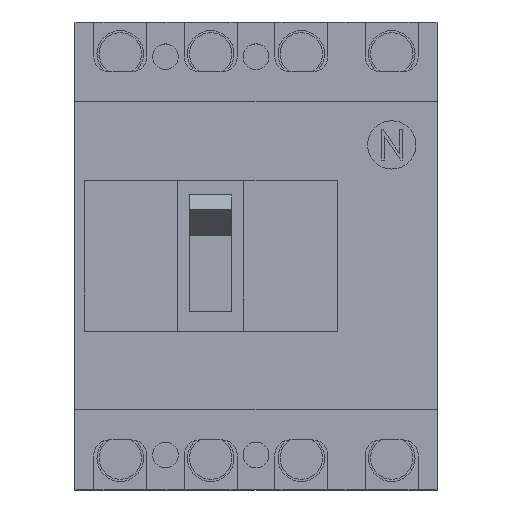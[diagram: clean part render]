
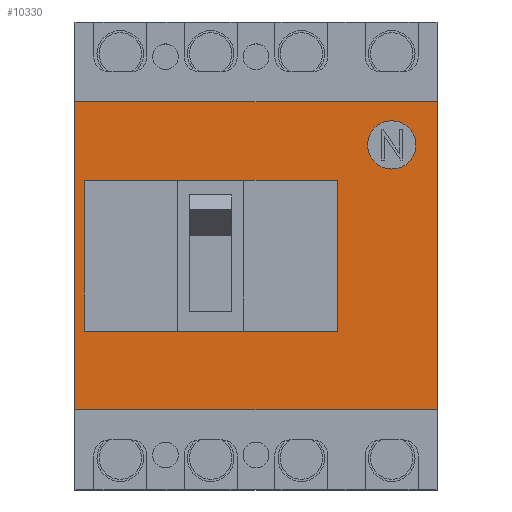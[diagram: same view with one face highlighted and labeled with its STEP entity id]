
A CAD part, top view. The second image highlights one B-rep face of the part: STEP entity #10330.
In plain terms, the highlighted planar face has unit normal (0, 0, 1).
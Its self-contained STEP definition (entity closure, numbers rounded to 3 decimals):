
#280=CARTESIAN_POINT('',(120.,26.5,-8.));
#290=VERTEX_POINT('',#280);
#320=CARTESIAN_POINT('',(120.,128.5,-8.));
#330=DIRECTION('',(0.,-1.,0.));
#340=VECTOR('',#330,1.);
#350=LINE('',#320,#340);
#360=CARTESIAN_POINT('',(120.,128.5,-8.));
#370=VERTEX_POINT('',#360);
#380=EDGE_CURVE('',#370,#290,#350,.T.);
#1080=CARTESIAN_POINT('',(0.,128.5,-8.));
#1090=VERTEX_POINT('',#1080);
#1120=CARTESIAN_POINT('',(0.,0.,-8.));
#1130=DIRECTION('',(0.,-1.,0.));
#1140=VECTOR('',#1130,1.);
#1150=LINE('',#1120,#1140);
#1160=CARTESIAN_POINT('',(0.,26.5,-8.));
#1170=VERTEX_POINT('',#1160);
#1180=EDGE_CURVE('',#1090,#1170,#1150,.T.);
#9570=CARTESIAN_POINT('',(0.,128.5,-8.));
#9580=DIRECTION('',(-1.,0.,0.));
#9590=VECTOR('',#9580,1.);
#9600=LINE('',#9570,#9590);
#9610=EDGE_CURVE('',#370,#1090,#9600,.T.);
#9680=CARTESIAN_POINT('',(120.,26.5,-8.));
#9690=DIRECTION('',(-0.,-0.,-1.));
#9700=DIRECTION('',(0.,-1.,0.));
#9710=AXIS2_PLACEMENT_3D('',#9680,#9690,#9700);
#9720=PLANE('',#9710);
#9730=ORIENTED_EDGE('',*,*,#380,.F.);
#9740=CARTESIAN_POINT('',(0.,26.5,-8.));
#9750=DIRECTION('',(-1.,0.,0.));
#9760=VECTOR('',#9750,1.);
#9770=LINE('',#9740,#9760);
#9780=EDGE_CURVE('',#290,#1170,#9770,.T.);
#9790=ORIENTED_EDGE('',*,*,#9780,.F.);
#9800=ORIENTED_EDGE('',*,*,#1180,.T.);
#9810=ORIENTED_EDGE('',*,*,#9610,.T.);
#9820=EDGE_LOOP('',(#9810,#9800,#9790,#9730));
#9830=FACE_OUTER_BOUND('',#9820,.T.);
#9840=CARTESIAN_POINT('',(0.,102.5,-8.));
#9850=DIRECTION('',(1.,0.,0.));
#9860=VECTOR('',#9850,1.);
#9870=LINE('',#9840,#9860);
#9880=CARTESIAN_POINT('',(3.,102.5,-8.));
#9890=VERTEX_POINT('',#9880);
#9900=CARTESIAN_POINT('',(87.,102.5,-8.));
#9910=VERTEX_POINT('',#9900);
#9920=EDGE_CURVE('',#9890,#9910,#9870,.T.);
#9930=ORIENTED_EDGE('',*,*,#9920,.T.);
#9940=CARTESIAN_POINT('',(3.,0.,-8.));
#9950=DIRECTION('',(0.,1.,0.));
#9960=VECTOR('',#9950,1.);
#9970=LINE('',#9940,#9960);
#9980=CARTESIAN_POINT('',(3.,52.5,-8.));
#9990=VERTEX_POINT('',#9980);
#10000=EDGE_CURVE('',#9990,#9890,#9970,.T.);
#10010=ORIENTED_EDGE('',*,*,#10000,.T.);
#10020=CARTESIAN_POINT('',(0.,52.5,-8.));
#10030=DIRECTION('',(-1.,0.,0.));
#10040=VECTOR('',#10030,1.);
#10050=LINE('',#10020,#10040);
#10060=CARTESIAN_POINT('',(87.,52.5,-8.));
#10070=VERTEX_POINT('',#10060);
#10080=EDGE_CURVE('',#10070,#9990,#10050,.T.);
#10090=ORIENTED_EDGE('',*,*,#10080,.T.);
#10100=CARTESIAN_POINT('',(87.,0.,-8.));
#10110=DIRECTION('',(0.,-1.,0.));
#10120=VECTOR('',#10110,1.);
#10130=LINE('',#10100,#10120);
#10140=EDGE_CURVE('',#9910,#10070,#10130,.T.);
#10150=ORIENTED_EDGE('',*,*,#10140,.T.);
#10160=EDGE_LOOP('',(#10150,#10090,#10010,#9930));
#10170=FACE_BOUND('',#10160,.T.);
#10180=CARTESIAN_POINT('',(105.,114.25,-8.));
#10190=DIRECTION('',(0.,0.,1.));
#10200=DIRECTION('',(1.,0.,0.));
#10210=AXIS2_PLACEMENT_3D('',#10180,#10190,#10200);
#10220=CIRCLE('',#10210,8.);
#10230=CARTESIAN_POINT('',(113.,114.25,-8.));
#10240=VERTEX_POINT('',#10230);
#10250=CARTESIAN_POINT('',(97.,114.25,-8.));
#10260=VERTEX_POINT('',#10250);
#10270=EDGE_CURVE('',#10240,#10260,#10220,.T.);
#10280=ORIENTED_EDGE('',*,*,#10270,.F.);
#10290=EDGE_CURVE('',#10260,#10240,#10220,.T.);
#10300=ORIENTED_EDGE('',*,*,#10290,.F.);
#10310=EDGE_LOOP('',(#10300,#10280));
#10320=FACE_BOUND('',#10310,.T.);
#10330=ADVANCED_FACE('',(#9830,#10170,#10320),#9720,.F.);
